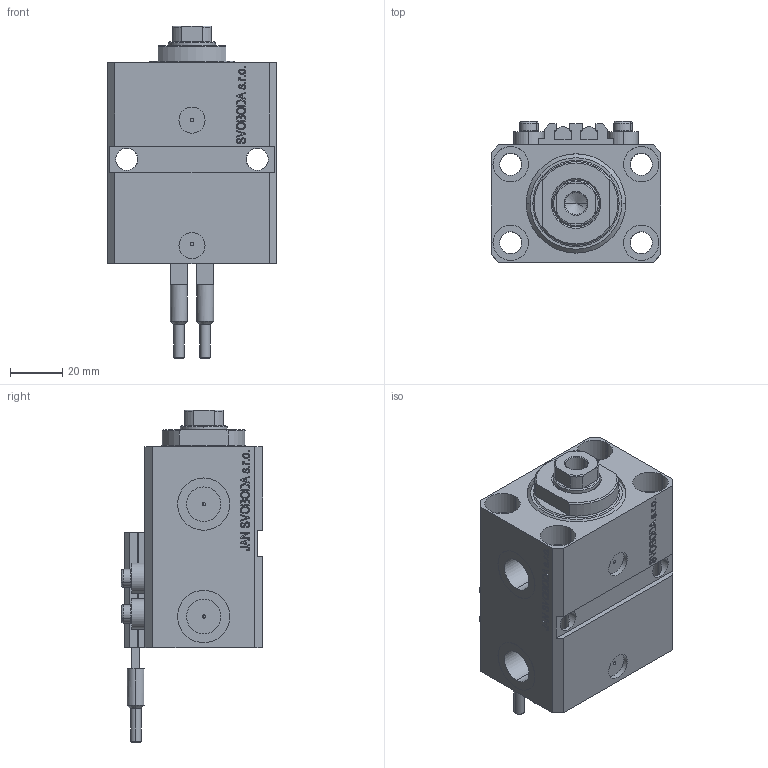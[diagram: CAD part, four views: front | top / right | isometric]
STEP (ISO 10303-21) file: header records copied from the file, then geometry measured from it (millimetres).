
FILE_DESCRIPTION (( 'STEP AP203' ), '1' );
FILE_NAME ('b2c8.STEP', '2024-06-11T11:23:11', ( '' ), ( '' ), 'SwSTEP 2.0', 'SolidWorks 2019', '' );
FILE_SCHEMA (( 'CONFIG_CONTROL_DESIGN' ));
Length unit declared in the file: millimetre
Products named in the file (6): V250CE_E_Body 4231f44099a53b1d6a652f9ac29d8b70; ALLEN BOLT V250CE 4231f44099a53b1d6a652f9ac29d8b70; V250CE_VC_E 4231f44099a53b1d6a652f9ac29d8b70; b2c8; SWITCH_V250CE 4231f44099a53b1d6a652f9ac29d8b70; V250CE_C_VCP 4231f44099a53b1d6a652f9ac29d8b70
Assembly tree (9 placements, depth 2):
  b2c8
    V250CE_E_Body 4231f44099a53b1d6a652f9ac29d8b70
    ALLEN BOLT V250CE 4231f44099a53b1d6a652f9ac29d8b70  x4
    V250CE_C_VCP 4231f44099a53b1d6a652f9ac29d8b70
    V250CE_VC_E 4231f44099a53b1d6a652f9ac29d8b70
    SWITCH_V250CE 4231f44099a53b1d6a652f9ac29d8b70  x2
Bounding box: 65 x 54 x 127 mm (x, y, z)
Volume: 199731.3 mm3; surface area: 63072.3 mm2
Topology: 10 solids, 10 shells, 1135 faces, 2819 edges, 1820 vertices
Faces by surface type: plane 547, bspline 360, cylinder 150, cone 60, torus 18
Entity records: 48538 total; most frequent: CARTESIAN_POINT 25276, ORIENTED_EDGE 5220, DIRECTION 3472, EDGE_CURVE 2610, VERTEX_POINT 1706, LINE 1564, VECTOR 1564, EDGE_LOOP 1174
